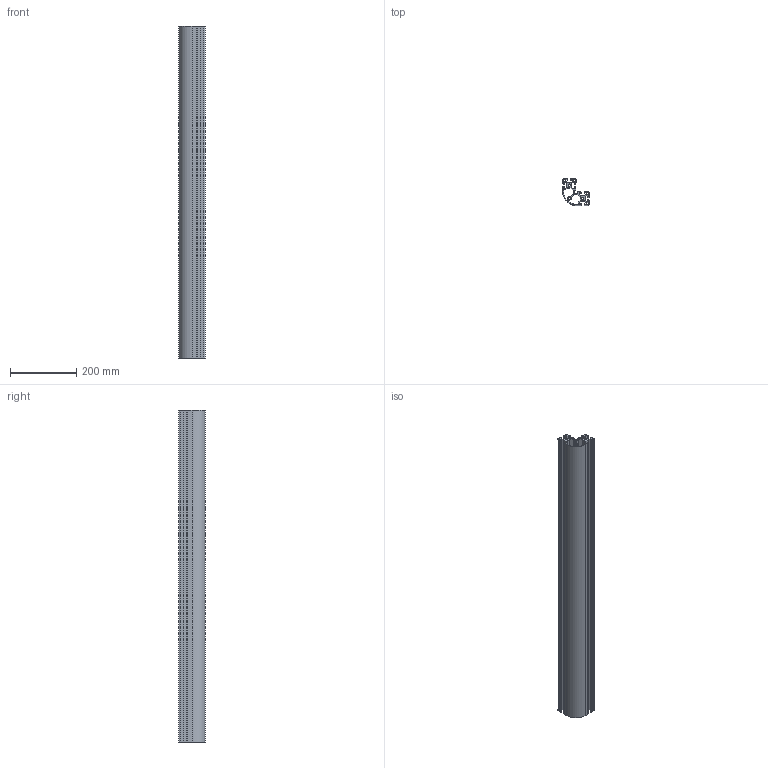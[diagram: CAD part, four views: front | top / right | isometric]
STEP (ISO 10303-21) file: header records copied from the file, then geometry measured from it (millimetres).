
FILE_DESCRIPTION (( 'STEP AP203' ), '1' );
FILE_NAME ('ALF-8840-8R.step', '2024-08-07T10:27:33', ( '' ), ( '' ), 'SwSTEP 2.0', 'SolidWorks 2022', '' );
FILE_SCHEMA (( 'CONFIG_CONTROL_DESIGN' ));
Length unit declared in the file: millimetre
Products named in the file (1): ALF-8840-8R
Bounding box: 80 x 80 x 1000 mm (x, y, z)
Volume: 1352539.6 mm3; surface area: 1010254.3 mm2
Topology: 1 solids, 1 shells, 294 faces, 876 edges, 584 vertices
Faces by surface type: cylinder 148, plane 146
Entity records: 10065 total; most frequent: DIRECTION 1762, CARTESIAN_POINT 1755, ORIENTED_EDGE 1752, EDGE_CURVE 876, AXIS2_PLACEMENT_3D 591, VERTEX_POINT 584, VECTOR 580, LINE 580
